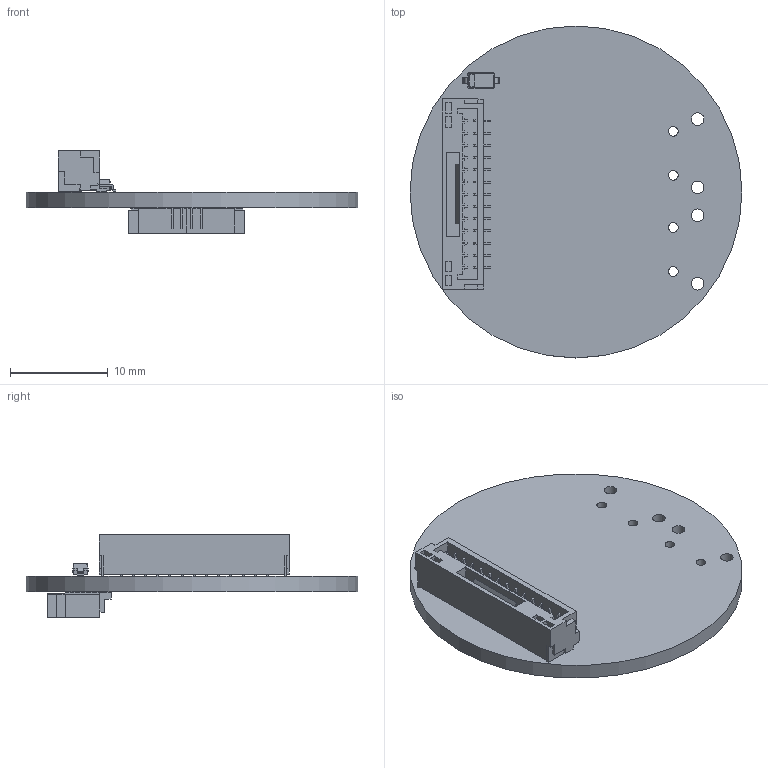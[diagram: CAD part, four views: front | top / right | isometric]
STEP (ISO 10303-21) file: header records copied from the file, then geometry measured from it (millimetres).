
FILE_DESCRIPTION(('KiCad electronic assembly'),'2;1');
FILE_NAME('RIO_V1.step','2024-06-27T19:46:12',('Pcbnew'),('Kicad'), 'Open CASCADE STEP processor 7.7','KiCad to STEP converter','Unknown' );
FILE_SCHEMA(('AUTOMOTIVE_DESIGN { 1 0 10303 214 1 1 1 1 }'));
Length unit declared in the file: millimetre
Products named in the file (8): RIO_V1 1; JST_GH_BM13B-GHS-TBT_1x13-1MP_P1.25mm_Vertical; JST_BM13B_GHS_TBT; D_SOD-123; D_SOD_123; TE_84952-4_1x04-1MP_P1.0mm_Horizontal; TE_84952_4; RIO_V1 PCB
Assembly tree (7 placements, depth 3):
  RIO_V1 1
    JST_GH_BM13B-GHS-TBT_1x13-1MP_P1.25mm_Vertical
      JST_BM13B_GHS_TBT
    D_SOD-123
      D_SOD_123
    TE_84952-4_1x04-1MP_P1.0mm_Horizontal
      TE_84952_4
    RIO_V1 PCB
Bounding box: 34 x 34 x 8.46 mm (x, y, z)
Volume: 1781.9 mm3; surface area: 2915 mm2
Topology: 4 solids, 4 shells, 685 faces, 1875 edges, 1220 vertices
Faces by surface type: plane 626, bspline 26, cylinder 17, extrusion 16
Full cylindrical faces by diameter (mm): 1 x4, 1.3 x4, 34 x1
Entity records: 50374 total; most frequent: CARTESIAN_POINT 7868, DIRECTION 6827, VECTOR 5431, LINE 5415, ORIENTED_EDGE 3750, PCURVE 3750, DEFINITIONAL_REPRESENTATION 3750, EDGE_CURVE 1875
